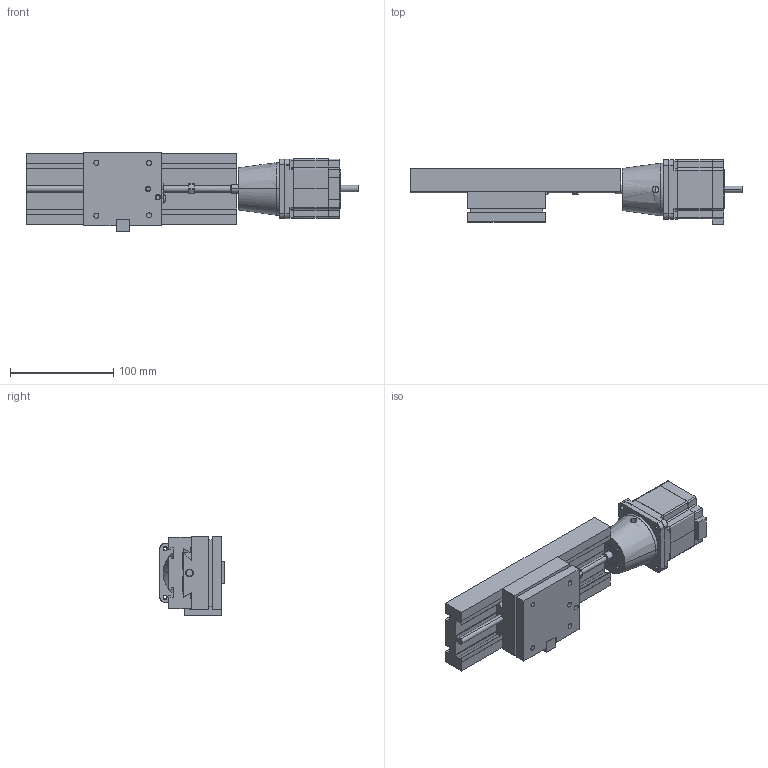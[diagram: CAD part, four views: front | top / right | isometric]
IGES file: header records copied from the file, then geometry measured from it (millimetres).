
Start section: Comment
Global section: file name: 6550 cnc.igs; native system:  By Spatial Corp.; preprocessor: XPlus PS/IGES 3.0; author: Author; organization: Title; date: 20130717.051743; units: inch
Bounding box: 320.95 x 62.31 x 76.71 mm (x, y, z)
Surface area: 144372 mm2 (no closed solid volume)
Topology: 0 solids, 0 shells, 563 faces, 2838 edges, 2838 vertices
Faces by surface type: extrusion 314, revolution 249
